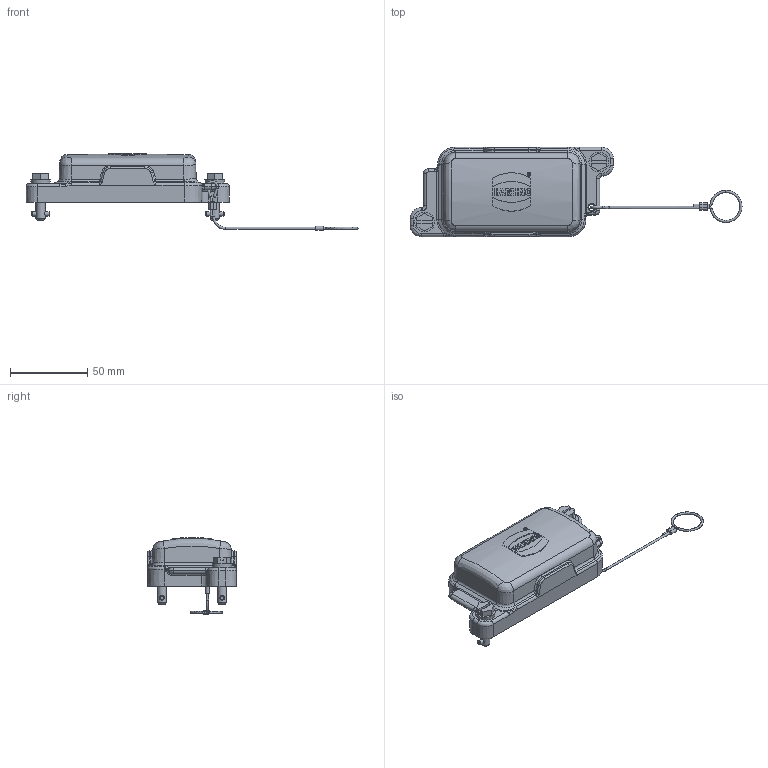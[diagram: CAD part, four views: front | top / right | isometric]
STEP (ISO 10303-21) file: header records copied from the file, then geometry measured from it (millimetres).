
FILE_DESCRIPTION(/* description */ (''),/* implementation_level */ '2;1');
FILE_NAME(/* name */ '100174805ugm000_c.stp',/* time_stamp */ '2022-03-11T16:19:04+01:00',/* author */ (''),/* organization */ (''),/* preprocessor_version */ 'ST-DEVELOPER v16.7',/* originating_system */ 'SIEMENS PLM Software NX 1911',/* authorisation */ '');
FILE_SCHEMA (('AUTOMOTIVE_DESIGN { 1 0 10303 214 3 1 1 1 }'));
Length unit declared in the file: millimetre
Products named in the file (1): 100174805ugm000_c
Bounding box: 215.36 x 57.96 x 49.85 mm (x, y, z)
Volume: 44708 mm3; surface area: 30157.2 mm2
Topology: 2 solids, 3 shells, 425 faces, 1016 edges, 625 vertices
Faces by surface type: plane 174, bspline 126, cylinder 98, cone 27
Full cylindrical faces by diameter (mm): 1.883 x1, 2.464 x1, 3 x4, 4 x1, 6 x3, 14 x2
Entity records: 20206 total; most frequent: CARTESIAN_POINT 10289, ORIENTED_EDGE 1922, DIRECTION 1574, EDGE_CURVE 961, VERTEX_POINT 611, AXIS2_PLACEMENT_3D 573, EDGE_LOOP 502, LINE 428
